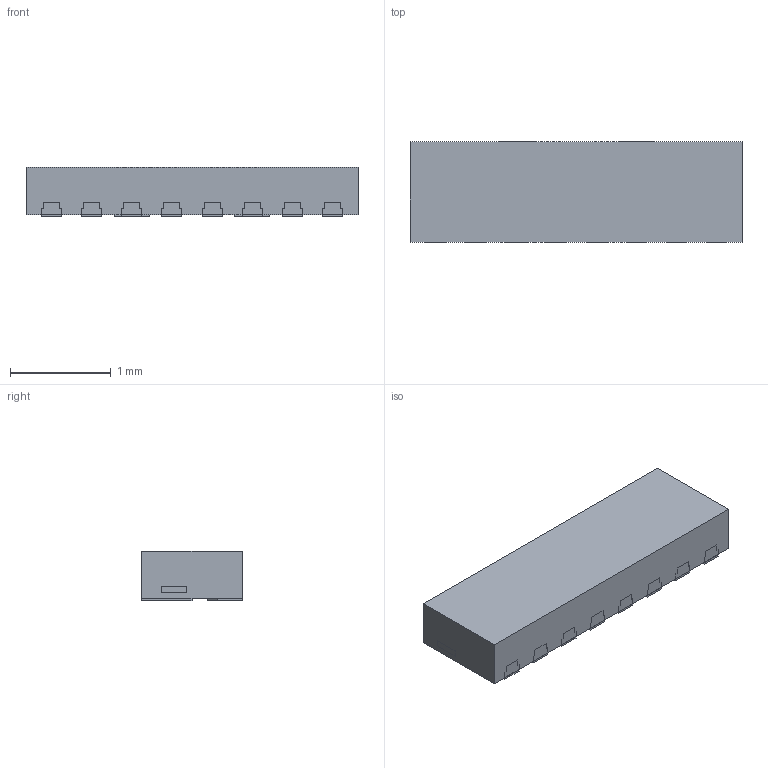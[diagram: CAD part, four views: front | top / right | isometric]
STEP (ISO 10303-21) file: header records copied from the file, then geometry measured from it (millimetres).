
FILE_DESCRIPTION(('FreeCAD Model'),'2;1');
FILE_NAME('ESD7016_Case_Outline_cp.step' ,'2019-11-06T16:58:05',('kicad StepUp'),('ksu MCAD'), 'Open CASCADE STEP processor 7.2','FreeCAD','Unknown');
FILE_SCHEMA(('AUTOMOTIVE_DESIGN { 1 0 10303 214 1 1 1 1 }'));
Length unit declared in the file: millimetre
Products named in the file (1): ESD7016_Case_Outline_cp
Bounding box: 3.3 x 1 x 0.49 mm (x, y, z)
Volume: 1.6 mm3; surface area: 12.7 mm2
Topology: 11 solids, 23 shells, 79 faces, 223 edges, 178 vertices
Faces by surface type: plane 79
Entity records: 3080 total; most frequent: CARTESIAN_POINT 481, DIRECTION 383, ORIENTED_EDGE 358, EDGE_CURVE 223, LINE 223, VECTOR 223, VERTEX_POINT 178, AXIS2_PLACEMENT_3D 80
